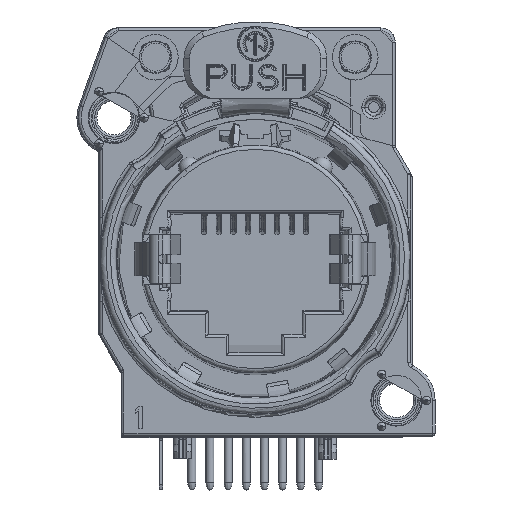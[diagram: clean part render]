
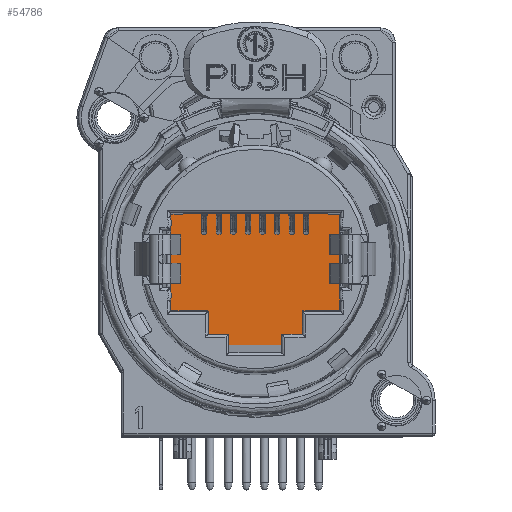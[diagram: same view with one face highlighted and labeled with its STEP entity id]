
A CAD part, top view. The second image highlights one B-rep face of the part: STEP entity #54786.
In plain terms, the highlighted planar face has unit normal (0, 0, 1).
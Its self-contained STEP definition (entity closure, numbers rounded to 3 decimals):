
#5864=DIRECTION('',(0.,-1.,0.));
#5865=VECTOR('',#5864,0.833);
#5866=CARTESIAN_POINT('',(5.916,-2.777,-10.));
#5867=LINE('',#5866,#5865);
#5879=DIRECTION('',(0.,-1.,0.));
#5880=VECTOR('',#5879,0.398);
#5881=CARTESIAN_POINT('',(5.916,3.175,-10.));
#5882=LINE('',#5881,#5880);
#6864=DIRECTION('',(0.,-1.,0.));
#6865=VECTOR('',#6864,4.646);
#6866=CARTESIAN_POINT('',(5.916,2.323,-10.));
#6867=LINE('',#6866,#6865);
#6868=CARTESIAN_POINT('',(6.89,-2.55,-10.));
#6869=DIRECTION('',(0.,0.,1.));
#6870=DIRECTION('',(-0.974,0.227,0.));
#6871=AXIS2_PLACEMENT_3D('',#6868,#6869,#6870);
#6873=DIRECTION('',(-1.,0.,0.));
#6874=VECTOR('',#6873,2.575);
#6875=CARTESIAN_POINT('',(5.916,-3.61,-10.));
#6876=LINE('',#6875,#6874);
#6877=DIRECTION('',(-1.,0.,0.));
#6878=VECTOR('',#6877,2.575);
#6879=CARTESIAN_POINT('',(-3.341,-3.61,-10.));
#6880=LINE('',#6879,#6878);
#6881=CARTESIAN_POINT('',(-6.89,-2.55,-10.));
#6882=DIRECTION('',(0.,0.,1.));
#6883=DIRECTION('',(0.974,-0.227,0.));
#6884=AXIS2_PLACEMENT_3D('',#6881,#6882,#6883);
#6886=DIRECTION('',(0.,1.,0.));
#6887=VECTOR('',#6886,4.646);
#6888=CARTESIAN_POINT('',(-5.916,-2.323,-10.));
#6889=LINE('',#6888,#6887);
#9367=DIRECTION('',(0.,1.,0.));
#9368=VECTOR('',#9367,0.258);
#9369=CARTESIAN_POINT('',(5.105,3.175,-10.));
#9370=LINE('',#9369,#9368);
#9371=DIRECTION('',(1.,0.,0.));
#9372=VECTOR('',#9371,10.209);
#9373=CARTESIAN_POINT('',(-5.105,3.433,-10.));
#9374=LINE('',#9373,#9372);
#9563=DIRECTION('',(0.,-1.,0.));
#9564=VECTOR('',#9563,0.258);
#9565=CARTESIAN_POINT('',(-5.105,3.433,-10.));
#9566=LINE('',#9565,#9564);
#10355=DIRECTION('',(0.,1.,0.));
#10356=VECTOR('',#10355,0.833);
#10357=CARTESIAN_POINT('',(-5.916,-3.61,-10.));
#10358=LINE('',#10357,#10356);
#10393=DIRECTION('',(0.,1.,0.));
#10394=VECTOR('',#10393,0.398);
#10395=CARTESIAN_POINT('',(-5.916,2.777,-10.));
#10396=LINE('',#10395,#10394);
#10436=DIRECTION('',(0.,1.,0.));
#10437=VECTOR('',#10436,2.466);
#10438=CARTESIAN_POINT('',(-3.341,-6.076,-10.));
#10439=LINE('',#10438,#10437);
#10692=DIRECTION('',(-1.,0.,0.));
#10693=VECTOR('',#10692,6.683);
#10694=CARTESIAN_POINT('',(3.341,-6.076,-10.));
#10695=LINE('',#10694,#10693);
#33892=DIRECTION('',(0.,-1.,0.));
#33893=VECTOR('',#33892,2.466);
#33894=CARTESIAN_POINT('',(3.341,-3.61,-10.));
#33895=LINE('',#33894,#33893);
#34156=CARTESIAN_POINT('',(-6.89,2.55,-10.));
#34157=DIRECTION('',(0.,0.,1.));
#34158=DIRECTION('',(0.974,-0.227,0.));
#34159=AXIS2_PLACEMENT_3D('',#34156,#34157,#34158);
#34161=DIRECTION('',(-1.,0.,0.));
#34162=VECTOR('',#34161,0.812);
#34163=CARTESIAN_POINT('',(5.916,3.175,-10.));
#34164=LINE('',#34163,#34162);
#34169=DIRECTION('',(-1.,0.,0.));
#34170=VECTOR('',#34169,0.812);
#34171=CARTESIAN_POINT('',(-5.105,3.175,-10.));
#34172=LINE('',#34171,#34170);
#37213=CARTESIAN_POINT('',(6.89,2.55,-10.));
#37214=DIRECTION('',(0.,0.,1.));
#37215=DIRECTION('',(-0.974,0.227,0.));
#37216=AXIS2_PLACEMENT_3D('',#37213,#37214,#37215);
#38411=CARTESIAN_POINT('',(-5.916,-2.777,-10.));
#38412=CARTESIAN_POINT('',(-5.916,-2.323,-10.));
#38413=VERTEX_POINT('',#38411);
#38414=VERTEX_POINT('',#38412);
#38415=CARTESIAN_POINT('',(5.916,-2.323,-10.));
#38416=CARTESIAN_POINT('',(5.916,-2.777,-10.));
#38417=VERTEX_POINT('',#38415);
#38418=VERTEX_POINT('',#38416);
#38419=CARTESIAN_POINT('',(5.916,-3.61,-10.));
#38420=VERTEX_POINT('',#38419);
#38421=CARTESIAN_POINT('',(-5.916,-3.61,-10.));
#38422=VERTEX_POINT('',#38421);
#45320=CARTESIAN_POINT('',(-5.916,2.323,-10.));
#45321=CARTESIAN_POINT('',(-5.916,2.777,-10.));
#45322=VERTEX_POINT('',#45320);
#45323=VERTEX_POINT('',#45321);
#45324=CARTESIAN_POINT('',(5.916,2.777,-10.));
#45325=CARTESIAN_POINT('',(5.916,2.323,-10.));
#45326=VERTEX_POINT('',#45324);
#45327=VERTEX_POINT('',#45325);
#45332=CARTESIAN_POINT('',(5.916,3.175,-10.));
#45333=VERTEX_POINT('',#45332);
#45338=CARTESIAN_POINT('',(-5.916,3.175,-10.));
#45339=VERTEX_POINT('',#45338);
#45344=CARTESIAN_POINT('',(5.105,3.175,-10.));
#45345=VERTEX_POINT('',#45344);
#45346=CARTESIAN_POINT('',(-5.105,3.175,-10.));
#45347=VERTEX_POINT('',#45346);
#45376=CARTESIAN_POINT('',(3.341,-3.61,-10.));
#45377=CARTESIAN_POINT('',(3.341,-6.076,-10.));
#45378=VERTEX_POINT('',#45376);
#45379=VERTEX_POINT('',#45377);
#45380=CARTESIAN_POINT('',(-3.341,-6.076,-10.));
#45381=CARTESIAN_POINT('',(-3.341,-3.61,-10.));
#45382=VERTEX_POINT('',#45380);
#45383=VERTEX_POINT('',#45381);
#45626=CARTESIAN_POINT('',(-5.105,3.433,-10.));
#45627=CARTESIAN_POINT('',(5.105,3.433,-10.));
#45628=VERTEX_POINT('',#45626);
#45629=VERTEX_POINT('',#45627);
#54743=CARTESIAN_POINT('',(0.,0.,-10.));
#54744=DIRECTION('',(0.,0.,1.));
#54745=DIRECTION('',(1.,0.,0.));
#54746=AXIS2_PLACEMENT_3D('',#54743,#54744,#54745);
#54747=PLANE('',#54746);
#54749=ORIENTED_EDGE('',*,*,#54748,.T.);
#54751=ORIENTED_EDGE('',*,*,#54750,.F.);
#54753=ORIENTED_EDGE('',*,*,#54752,.F.);
#54754=ORIENTED_EDGE('',*,*,#53584,.T.);
#54756=ORIENTED_EDGE('',*,*,#54755,.T.);
#54757=ORIENTED_EDGE('',*,*,#53600,.T.);
#54758=ORIENTED_EDGE('',*,*,#54661,.T.);
#54759=ORIENTED_EDGE('',*,*,#53560,.T.);
#54761=ORIENTED_EDGE('',*,*,#54760,.T.);
#54763=ORIENTED_EDGE('',*,*,#54762,.T.);
#54765=ORIENTED_EDGE('',*,*,#54764,.T.);
#54767=ORIENTED_EDGE('',*,*,#54766,.T.);
#54769=ORIENTED_EDGE('',*,*,#54768,.T.);
#54771=ORIENTED_EDGE('',*,*,#54770,.T.);
#54773=ORIENTED_EDGE('',*,*,#54772,.T.);
#54775=ORIENTED_EDGE('',*,*,#54774,.T.);
#54777=ORIENTED_EDGE('',*,*,#54776,.T.);
#54779=ORIENTED_EDGE('',*,*,#54778,.T.);
#54781=ORIENTED_EDGE('',*,*,#54780,.F.);
#54783=ORIENTED_EDGE('',*,*,#54782,.F.);
#54784=EDGE_LOOP('',(#54749,#54751,#54753,#54754,#54756,#54757,#54758,#54759,
#54761,#54763,#54765,#54767,#54769,#54771,#54773,#54775,#54777,#54779,#54781,
#54783));
#54785=FACE_OUTER_BOUND('',#54784,.F.);
#6872=CIRCLE('',#6871,1.);
#6885=CIRCLE('',#6884,1.);
#34160=CIRCLE('',#34159,1.);
#37217=CIRCLE('',#37216,1.);
#53560=EDGE_CURVE('',#38418,#38420,#5867,.T.);
#53584=EDGE_CURVE('',#45333,#45326,#5882,.T.);
#53600=EDGE_CURVE('',#45327,#38417,#6867,.T.);
#54661=EDGE_CURVE('',#38417,#38418,#6872,.T.);
#54748=EDGE_CURVE('',#45628,#45629,#9374,.T.);
#54750=EDGE_CURVE('',#45345,#45629,#9370,.T.);
#54752=EDGE_CURVE('',#45333,#45345,#34164,.T.);
#54755=EDGE_CURVE('',#45326,#45327,#37217,.T.);
#54760=EDGE_CURVE('',#38420,#45378,#6876,.T.);
#54762=EDGE_CURVE('',#45378,#45379,#33895,.T.);
#54764=EDGE_CURVE('',#45379,#45382,#10695,.T.);
#54766=EDGE_CURVE('',#45382,#45383,#10439,.T.);
#54768=EDGE_CURVE('',#45383,#38422,#6880,.T.);
#54770=EDGE_CURVE('',#38422,#38413,#10358,.T.);
#54772=EDGE_CURVE('',#38413,#38414,#6885,.T.);
#54774=EDGE_CURVE('',#38414,#45322,#6889,.T.);
#54776=EDGE_CURVE('',#45322,#45323,#34160,.T.);
#54778=EDGE_CURVE('',#45323,#45339,#10396,.T.);
#54780=EDGE_CURVE('',#45347,#45339,#34172,.T.);
#54782=EDGE_CURVE('',#45628,#45347,#9566,.T.);
#54786=ADVANCED_FACE('',(#54785),#54747,.T.);
